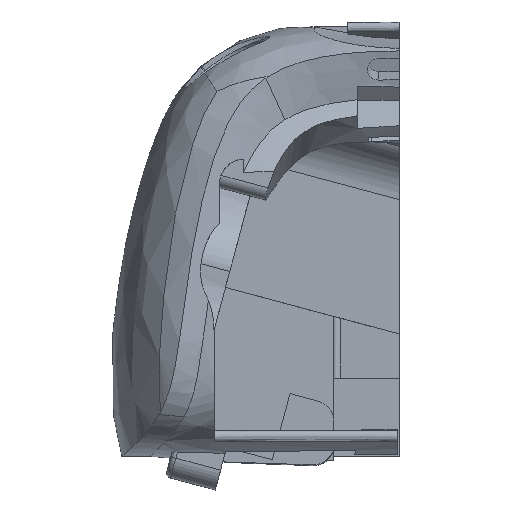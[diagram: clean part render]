
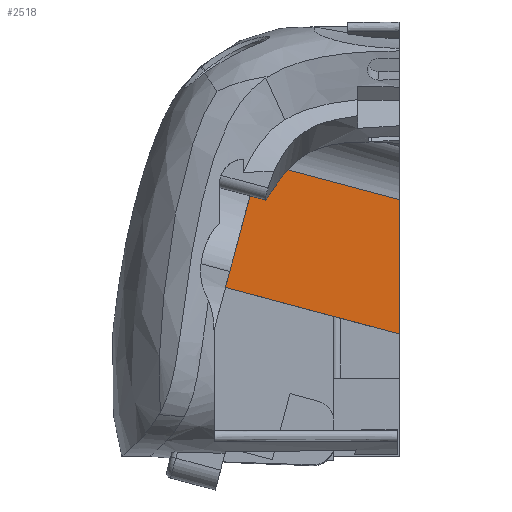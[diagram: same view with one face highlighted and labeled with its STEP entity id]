
A CAD part, front view. The second image highlights one B-rep face of the part: STEP entity #2518.
In plain terms, the highlighted planar face has unit normal (0, -1, 0).
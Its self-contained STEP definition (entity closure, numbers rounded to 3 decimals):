
#396=FACE_OUTER_BOUND('',#542,.T.);
#542=EDGE_LOOP('',(#2168,#2169,#2170,#2171));
#603=LINE('',#4874,#742);
#664=LINE('',#12600,#803);
#702=LINE('',#13040,#841);
#704=LINE('',#13043,#843);
#742=VECTOR('',#2781,10.);
#803=VECTOR('',#2954,10.);
#841=VECTOR('',#3052,10.);
#843=VECTOR('',#3056,10.);
#991=VERTEX_POINT('',#4871);
#992=VERTEX_POINT('',#4873);
#1120=VERTEX_POINT('',#12597);
#1121=VERTEX_POINT('',#12599);
#1270=EDGE_CURVE('',#992,#991,#603,.T.);
#1454=EDGE_CURVE('',#1121,#1120,#664,.T.);
#1508=EDGE_CURVE('',#991,#1121,#702,.T.);
#1510=EDGE_CURVE('',#1120,#992,#704,.T.);
#2168=ORIENTED_EDGE('',*,*,#1508,.T.);
#2169=ORIENTED_EDGE('',*,*,#1454,.T.);
#2170=ORIENTED_EDGE('',*,*,#1510,.T.);
#2171=ORIENTED_EDGE('',*,*,#1270,.T.);
#2407=PLANE('',#2674);
#2518=ADVANCED_FACE('',(#396),#2407,.T.);
#2674=AXIS2_PLACEMENT_3D('',#13042,#3054,#3055);
#2781=DIRECTION('',(0.,0.,1.));
#2954=DIRECTION('',(-0.259,0.,-0.966));
#3052=DIRECTION('',(-0.966,0.,0.259));
#3054=DIRECTION('center_axis',(0.,-1.,0.));
#3055=DIRECTION('ref_axis',(0.966,0.,-0.259));
#3056=DIRECTION('',(0.966,0.,-0.259));
#4871=CARTESIAN_POINT('',(0.,21.268,0.54));
#4873=CARTESIAN_POINT('',(0.,21.268,-12.505));
#4874=CARTESIAN_POINT('',(0.,21.268,-5.86));
#12597=CARTESIAN_POINT('',(-16.893,21.268,-7.978));
#12599=CARTESIAN_POINT('',(-13.632,21.268,4.192));
#12600=CARTESIAN_POINT('',(-18.368,21.268,-13.484));
#13040=CARTESIAN_POINT('',(-11.627,21.268,3.655));
#13042=CARTESIAN_POINT('Origin',(-16.892,21.268,-7.978));
#13043=CARTESIAN_POINT('',(-16.892,21.268,-7.978));
